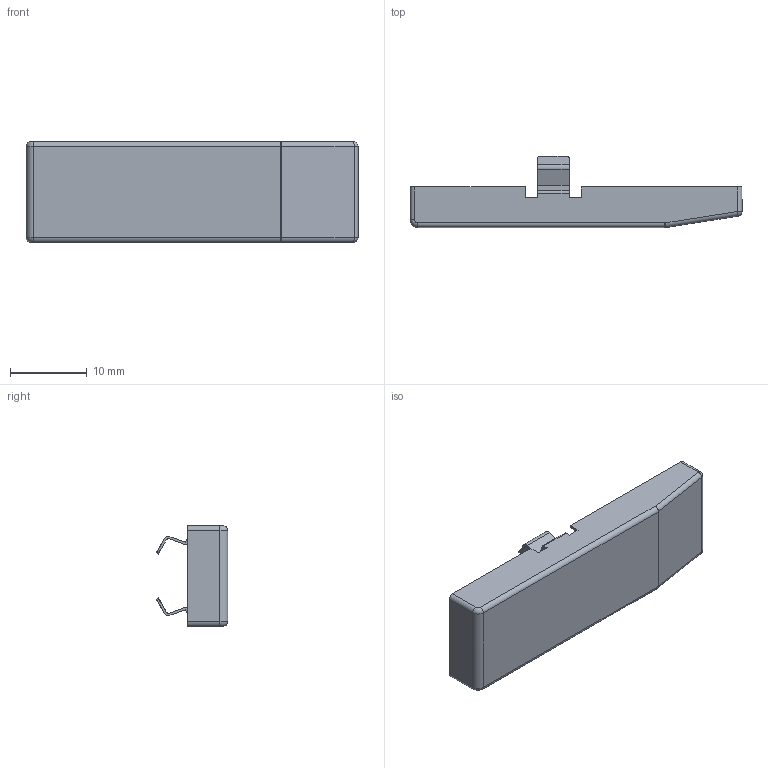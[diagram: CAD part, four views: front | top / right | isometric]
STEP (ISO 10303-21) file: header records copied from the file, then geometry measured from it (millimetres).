
FILE_DESCRIPTION (( 'STEP AP214' ), '1' );
FILE_NAME ('F000103_3D.step', '2022-06-06T12:28:49', ( '' ), ( '' ), 'SwSTEP 2.0', 'SolidWorks 2020', '' );
FILE_SCHEMA (( 'AUTOMOTIVE_DESIGN' ));
Length unit declared in the file: millimetre
Products named in the file (1): F000103_3D
Bounding box: 43.3 x 9.3 x 13.1 mm (x, y, z)
Volume: 332.9 mm3; surface area: 2264.1 mm2
Topology: 1 solids, 1 shells, 89 faces, 237 edges, 142 vertices
Faces by surface type: plane 40, cylinder 37, bspline 10, torus 2
Entity records: 2853 total; most frequent: CARTESIAN_POINT 642, DIRECTION 463, ORIENTED_EDGE 458, EDGE_CURVE 229, AXIS2_PLACEMENT_3D 156, VECTOR 151, LINE 151, VERTEX_POINT 142
